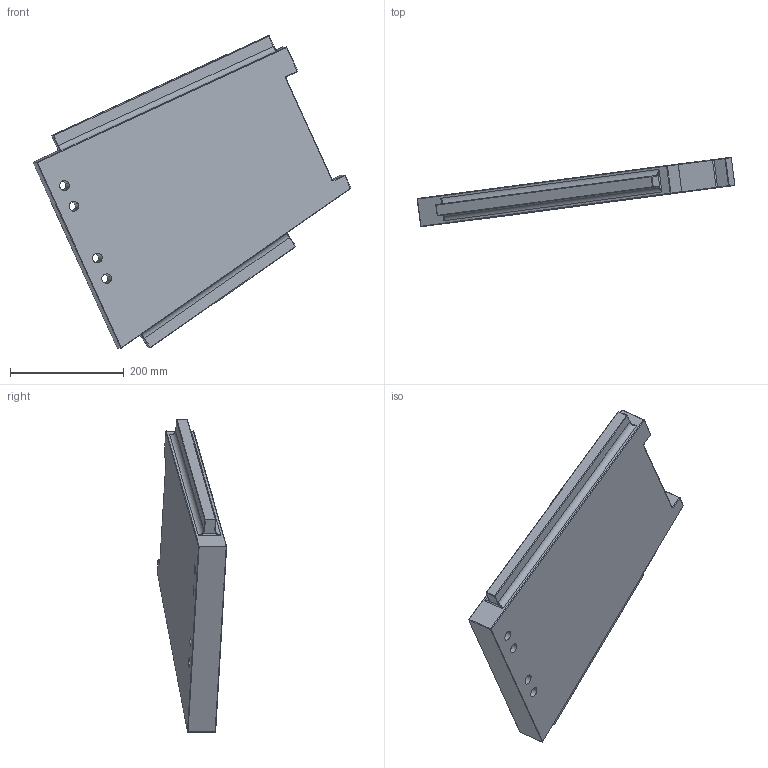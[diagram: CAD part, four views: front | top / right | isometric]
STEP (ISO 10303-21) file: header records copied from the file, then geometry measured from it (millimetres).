
FILE_DESCRIPTION(('STEP AP214'),'1');
FILE_NAME('EQ_RIB_A_row37.stp','2021-09-29T15:05:22',(' '),(' '),'Spatial InterOp 3D',' ',' ');
FILE_SCHEMA(('AUTOMOTIVE_DESIGN { 1 0 10303 214 1 1 1 1 }'));
Length unit declared in the file: metre
Products named in the file (3): Rib; EQ_RIB_A_37_A#JP2BTF; EQ_RIB_A_row37
Assembly tree (2 placements, depth 3):
  EQ_RIB_A_row37
    Rib
      EQ_RIB_A_37_A#JP2BTF
Bounding box: 558.6 x 122.04 x 548.97 mm (x, y, z)
Volume: 7915869.5 mm3; surface area: 429760.9 mm2
Topology: 1 solids, 1 shells, 140 faces, 328 edges, 172 vertices
Faces by surface type: cylinder 56, torus 44, plane 20, sphere 20
Entity records: 4397 total; most frequent: CARTESIAN_POINT 1226, DIRECTION 708, ORIENTED_EDGE 616, EDGE_CURVE 308, AXIS2_PLACEMENT_3D 302, VERTEX_POINT 172, CIRCLE 158, EDGE_LOOP 150
